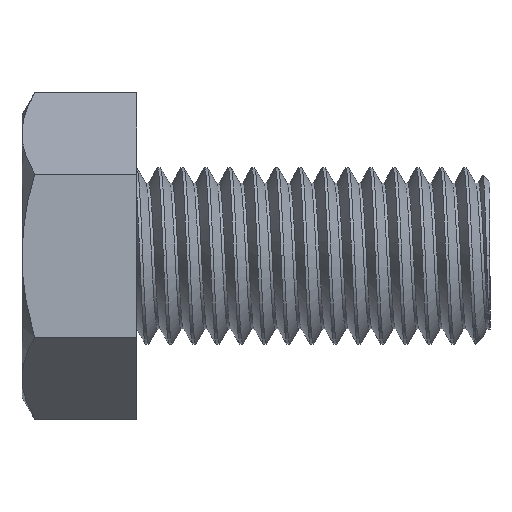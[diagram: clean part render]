
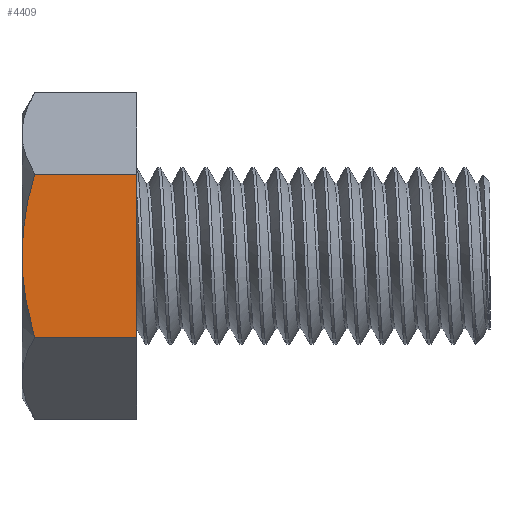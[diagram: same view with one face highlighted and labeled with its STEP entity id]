
A CAD part, top view. The second image highlights one B-rep face of the part: STEP entity #4409.
In plain terms, the highlighted planar face has unit normal (0, 0, 1).
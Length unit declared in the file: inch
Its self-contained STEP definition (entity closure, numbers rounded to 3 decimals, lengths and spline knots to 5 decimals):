
#370 = CARTESIAN_POINT ( 'NONE',  ( -0.41406, 0., 0.25 ) ) ;
#388 = CARTESIAN_POINT ( 'NONE',  ( -0.39173, 0.14434, 0.25 ) ) ;
#405 = CARTESIAN_POINT ( 'NONE',  ( -0.39173, -0.14434, 0.25 ) ) ;
#416 = CARTESIAN_POINT ( 'NONE',  ( -0.21094, 0.14434, 0.25 ) ) ;
#477 = CARTESIAN_POINT ( 'NONE',  ( -0.21094, -0.14434, 0.25 ) ) ;
#799 = LINE ( 'NONE', #3445, #800 ) ;
#800 = VECTOR ( 'NONE', #3444, 39.37008 ) ;
#805 = LINE ( 'NONE', #3430, #806 ) ;
#806 = VECTOR ( 'NONE', #3429, 39.37008 ) ;
#834 = VECTOR ( 'NONE', #4578, 39.37008 ) ;
#841 = LINE ( 'NONE', #4579, #834 ) ;
#1085 = DIRECTION ( 'NONE',  ( 0., 1., 0. ) ) ;
#1086 = DIRECTION ( 'NONE',  ( 0., 0., -1. ) ) ;
#1089 = PLANE ( 'NONE',  #1378 ) ;
#1094 = CARTESIAN_POINT ( 'NONE',  ( -0.41406, -0.14434, 0.25 ) ) ;
#1378 = AXIS2_PLACEMENT_3D ( 'NONE', #1094, #1086, #1085 ) ;
#1591 = EDGE_CURVE ( 'NONE', #2579, #2550, #799, .T. ) ;
#1595 = EDGE_CURVE ( 'NONE', #2508, #2550, #805, .T. ) ;
#1602 = EDGE_CURVE ( 'NONE', #2597, #2579, #2372, .T. ) ;
#1635 = EDGE_CURVE ( 'NONE', #2562, #2508, #841, .T. ) ;
#1640 = EDGE_CURVE ( 'NONE', #2562, #2597, #2374, .T. ) ;
#2287 = FACE_OUTER_BOUND ( 'NONE', #3246, .T. ) ;
#2372 = B_SPLINE_CURVE_WITH_KNOTS ( 'NONE', 3,
 ( #3396, #3387, #3386, #3385, #3384, #3383 ),
 .UNSPECIFIED., .F., .F.,
 ( 4, 2, 4 ),
 ( 0.01057, 0.01242, 0.01428 ),
 .UNSPECIFIED. ) ;
#2374 = B_SPLINE_CURVE_WITH_KNOTS ( 'NONE', 3,
 ( #4541, #4530, #4527, #4526, #4525, #4524 ),
 .UNSPECIFIED., .F., .F.,
 ( 4, 2, 4 ),
 ( 0.00685, 0.00871, 0.01057 ),
 .UNSPECIFIED. ) ;
#2381 = ORIENTED_EDGE ( 'NONE', *, *, #1635, .T. ) ;
#2387 = ORIENTED_EDGE ( 'NONE', *, *, #1640, .F. ) ;
#2508 = VERTEX_POINT ( 'NONE', #477 ) ;
#2550 = VERTEX_POINT ( 'NONE', #416 ) ;
#2562 = VERTEX_POINT ( 'NONE', #405 ) ;
#2579 = VERTEX_POINT ( 'NONE', #388 ) ;
#2597 = VERTEX_POINT ( 'NONE', #370 ) ;
#2612 = ORIENTED_EDGE ( 'NONE', *, *, #1602, .F. ) ;
#2613 = ORIENTED_EDGE ( 'NONE', *, *, #1591, .F. ) ;
#2614 = ORIENTED_EDGE ( 'NONE', *, *, #1595, .T. ) ;
#3246 = EDGE_LOOP ( 'NONE', ( #2387, #2381, #2614, #2613, #2612 ) ) ;
#3383 = CARTESIAN_POINT ( 'NONE',  ( -0.39173, 0.14434, 0.25 ) ) ;
#3384 = CARTESIAN_POINT ( 'NONE',  ( -0.39847, 0.12099, 0.25 ) ) ;
#3385 = CARTESIAN_POINT ( 'NONE',  ( -0.40408, 0.09735, 0.25 ) ) ;
#3386 = CARTESIAN_POINT ( 'NONE',  ( -0.4119, 0.04919, 0.25 ) ) ;
#3387 = CARTESIAN_POINT ( 'NONE',  ( -0.41406, 0.02445, 0.25 ) ) ;
#3396 = CARTESIAN_POINT ( 'NONE',  ( -0.41406, 0., 0.25 ) ) ;
#3429 = DIRECTION ( 'NONE',  ( 0., 1., 0. ) ) ;
#3430 = CARTESIAN_POINT ( 'NONE',  ( -0.21094, -0.14434, 0.25 ) ) ;
#3444 = DIRECTION ( 'NONE',  ( 1., 0., 0. ) ) ;
#3445 = CARTESIAN_POINT ( 'NONE',  ( -0.41406, 0.14434, 0.25 ) ) ;
#4409 = ADVANCED_FACE ( 'NONE', ( #2287 ), #1089, .F. ) ;
#4524 = CARTESIAN_POINT ( 'NONE',  ( -0.41406, 0., 0.25 ) ) ;
#4525 = CARTESIAN_POINT ( 'NONE',  ( -0.41406, -0.02443, 0.25 ) ) ;
#4526 = CARTESIAN_POINT ( 'NONE',  ( -0.41196, -0.04866, 0.25 ) ) ;
#4527 = CARTESIAN_POINT ( 'NONE',  ( -0.4042, -0.09681, 0.25 ) ) ;
#4530 = CARTESIAN_POINT ( 'NONE',  ( -0.39852, -0.12083, 0.25 ) ) ;
#4541 = CARTESIAN_POINT ( 'NONE',  ( -0.39173, -0.14434, 0.25 ) ) ;
#4578 = DIRECTION ( 'NONE',  ( 1., 0., 0. ) ) ;
#4579 = CARTESIAN_POINT ( 'NONE',  ( -0.41406, -0.14434, 0.25 ) ) ;
